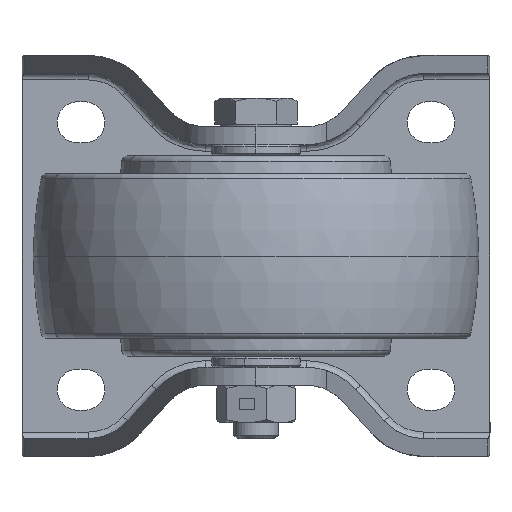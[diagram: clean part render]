
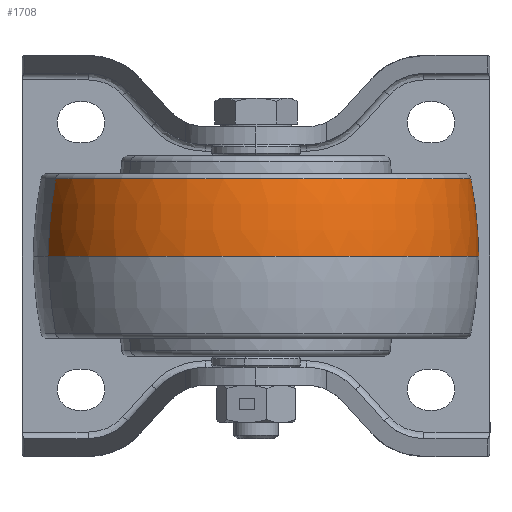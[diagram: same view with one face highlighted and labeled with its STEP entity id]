
A CAD part, front view. The second image highlights one B-rep face of the part: STEP entity #1708.
In plain terms, the highlighted toroidal (fillet/blend) face has major radius 49.989 mm and minor radius 100 mm.
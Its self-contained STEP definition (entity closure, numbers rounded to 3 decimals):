
#527 = ORIENTED_EDGE ( 'NONE', *, *, #20553, .T. ) ;
#705 = CARTESIAN_POINT ( 'NONE',  ( -46.599, -108.097, -1.452 ) ) ;
#773 = DIRECTION ( 'NONE',  ( -0.932, -0.362, 0. ) ) ;
#1708 = ADVANCED_FACE ( 'NONE', ( #13451 ), #5089, .T. ) ;
#1853 = CIRCLE ( 'NONE', #5064, 48.24 ) ;
#2352 = DIRECTION ( 'NONE',  ( -0.362, 0.932, 0. ) ) ;
#2417 = CIRCLE ( 'NONE', #11455, 50. ) ;
#5064 = AXIS2_PLACEMENT_3D ( 'NONE', #7631, #18934, #20645 ) ;
#5089 = TOROIDAL_SURFACE ( 'NONE', #8116, -49.989, 100. ) ;
#5102 = AXIS2_PLACEMENT_3D ( 'NONE', #18461, #2352, #773 ) ;
#5599 = EDGE_CURVE ( 'NONE', #16526, #8316, #10133, .T. ) ;
#6026 = EDGE_LOOP ( 'NONE', ( #17281, #10565, #18402, #527 ) ) ;
#6229 = DIRECTION ( 'NONE',  ( 0., 0., 1. ) ) ;
#7168 = CARTESIAN_POINT ( 'NONE',  ( -44.968, -107.464, 17.281 ) ) ;
#7631 = CARTESIAN_POINT ( 'NONE',  ( 0., -90., 17.281 ) ) ;
#8116 = AXIS2_PLACEMENT_3D ( 'NONE', #13135, #11274, #16163 ) ;
#8316 = VERTEX_POINT ( 'NONE', #7168 ) ;
#10133 = CIRCLE ( 'NONE', #5102, 100. ) ;
#10565 = ORIENTED_EDGE ( 'NONE', *, *, #12021, .T. ) ;
#11274 = DIRECTION ( 'NONE',  ( 0., 0., 1. ) ) ;
#11455 = AXIS2_PLACEMENT_3D ( 'NONE', #20728, #6229, #14401 ) ;
#11736 = EDGE_CURVE ( 'NONE', #17010, #19675, #18080, .T. ) ;
#11947 = DIRECTION ( 'NONE',  ( 0.362, -0.932, 0. ) ) ;
#12021 = EDGE_CURVE ( 'NONE', #16526, #17010, #2417, .T. ) ;
#13135 = CARTESIAN_POINT ( 'NONE',  ( 0., -90., -1.452 ) ) ;
#13451 = FACE_OUTER_BOUND ( 'NONE', #6026, .T. ) ;
#14401 = DIRECTION ( 'NONE',  ( 0.932, 0.362, 0. ) ) ;
#14643 = CARTESIAN_POINT ( 'NONE',  ( 44.968, -72.536, 17.281 ) ) ;
#15587 = CARTESIAN_POINT ( 'NONE',  ( -46.609, -108.101, 0. ) ) ;
#16113 = CARTESIAN_POINT ( 'NONE',  ( 46.609, -71.899, 0. ) ) ;
#16163 = DIRECTION ( 'NONE',  ( 0.932, 0.362, 0. ) ) ;
#16206 = AXIS2_PLACEMENT_3D ( 'NONE', #705, #11947, #18462 ) ;
#16526 = VERTEX_POINT ( 'NONE', #15587 ) ;
#17010 = VERTEX_POINT ( 'NONE', #16113 ) ;
#17281 = ORIENTED_EDGE ( 'NONE', *, *, #5599, .F. ) ;
#18080 = CIRCLE ( 'NONE', #16206, 100. ) ;
#18402 = ORIENTED_EDGE ( 'NONE', *, *, #11736, .T. ) ;
#18461 = CARTESIAN_POINT ( 'NONE',  ( 46.599, -71.903, -1.452 ) ) ;
#18462 = DIRECTION ( 'NONE',  ( 0.932, 0.362, 0. ) ) ;
#18934 = DIRECTION ( 'NONE',  ( 0., 0., -1. ) ) ;
#19675 = VERTEX_POINT ( 'NONE', #14643 ) ;
#20553 = EDGE_CURVE ( 'NONE', #19675, #8316, #1853, .T. ) ;
#20645 = DIRECTION ( 'NONE',  ( -0.932, -0.362, 0. ) ) ;
#20728 = CARTESIAN_POINT ( 'NONE',  ( 0., -90., 0. ) ) ;
